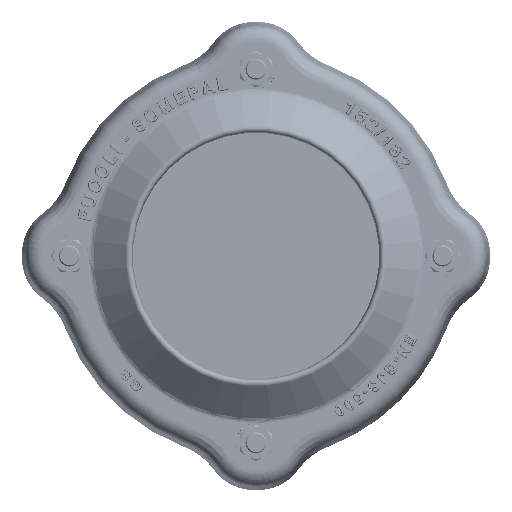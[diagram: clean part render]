
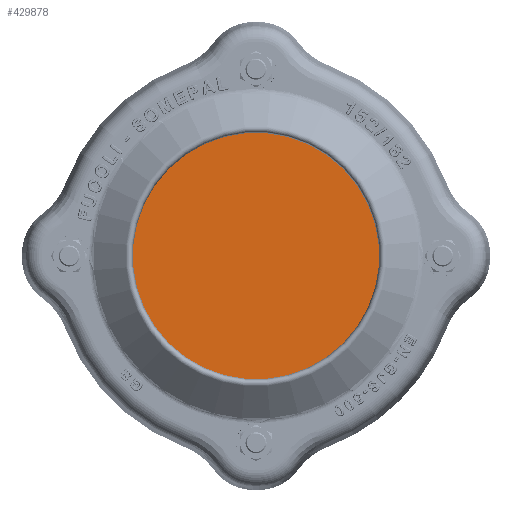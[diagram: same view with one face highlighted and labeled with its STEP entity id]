
A CAD part, left-side view. The second image highlights one B-rep face of the part: STEP entity #429878.
In plain terms, the highlighted planar face has unit normal (-1, 0, 0).
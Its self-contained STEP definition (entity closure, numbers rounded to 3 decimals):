
#2273 = DIRECTION ( 'NONE',  ( 1., 0., 0. ) ) ;
#41092 = CARTESIAN_POINT ( 'NONE',  ( -159.296, 65.761, 65.761 ) ) ;
#57833 = EDGE_CURVE ( 'NONE', #299234, #463545, #186242, .T. ) ;
#72803 = DIRECTION ( 'NONE',  ( 0., 1., 0. ) ) ;
#88260 = AXIS2_PLACEMENT_3D ( 'NONE', #405810, #440531, #189154 ) ;
#93961 = CARTESIAN_POINT ( 'NONE',  ( -159.296, -65.761, -65.761 ) ) ;
#114459 = FACE_OUTER_BOUND ( 'NONE', #336478, .T. ) ;
#186242 = CIRCLE ( 'NONE', #411164, 93. ) ;
#189154 = DIRECTION ( 'NONE',  ( 0., 1., 0. ) ) ;
#213815 = EDGE_CURVE ( 'NONE', #463545, #299234, #431917, .T. ) ;
#291230 = DIRECTION ( 'NONE',  ( 1., 0., 0. ) ) ;
#299234 = VERTEX_POINT ( 'NONE', #93961 ) ;
#327265 = CARTESIAN_POINT ( 'NONE',  ( -159.296, 0., 0. ) ) ;
#331883 = DIRECTION ( 'NONE',  ( 0., 1., 0. ) ) ;
#336478 = EDGE_LOOP ( 'NONE', ( #437320, #342181 ) ) ;
#342181 = ORIENTED_EDGE ( 'NONE', *, *, #213815, .F. ) ;
#398417 = AXIS2_PLACEMENT_3D ( 'NONE', #327265, #291230, #331883 ) ;
#405810 = CARTESIAN_POINT ( 'NONE',  ( -159.296, 0., 0. ) ) ;
#408902 = PLANE ( 'NONE',  #88260 ) ;
#411164 = AXIS2_PLACEMENT_3D ( 'NONE', #434276, #2273, #72803 ) ;
#429878 = ADVANCED_FACE ( 'NONE', ( #114459 ), #408902, .F. ) ;
#431917 = CIRCLE ( 'NONE', #398417, 93. ) ;
#434276 = CARTESIAN_POINT ( 'NONE',  ( -159.296, 0., 0. ) ) ;
#437320 = ORIENTED_EDGE ( 'NONE', *, *, #57833, .F. ) ;
#440531 = DIRECTION ( 'NONE',  ( 1., 0., 0. ) ) ;
#463545 = VERTEX_POINT ( 'NONE', #41092 ) ;
